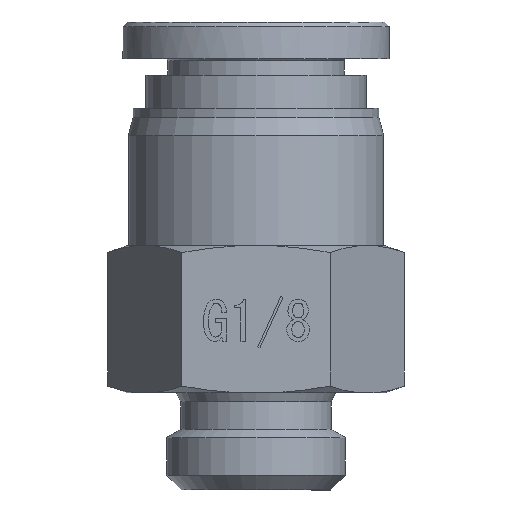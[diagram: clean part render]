
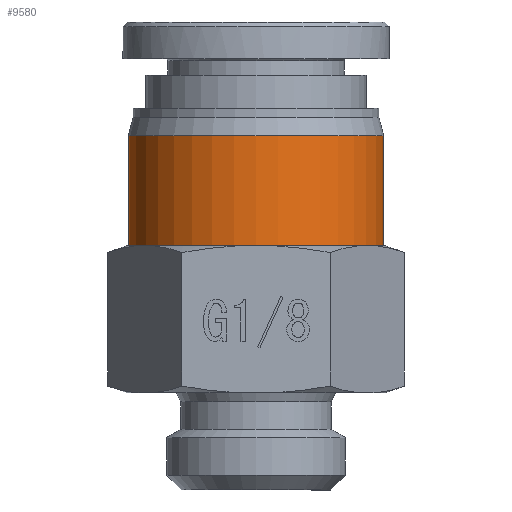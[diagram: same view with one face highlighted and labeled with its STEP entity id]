
A CAD part, front view. The second image highlights one B-rep face of the part: STEP entity #9580.
In plain terms, the highlighted cylindrical face has radius 6.95 mm (diameter 13.9 mm), a full revolution.
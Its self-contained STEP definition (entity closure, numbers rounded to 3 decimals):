
#9549=CARTESIAN_POINT('',(-6.95,13.3,0.0));
#9550=VERTEX_POINT('',#9549);
#9551=CARTESIAN_POINT('',(0.,13.3,0.0));
#9552=DIRECTION('',(0.0,1.0,0.0));
#9553=DIRECTION('',(-1.0,0.0,0.0));
#9554=AXIS2_PLACEMENT_3D('',#9551,#9552,#9553);
#9555=CIRCLE('',#9554,6.95);
#9556=EDGE_CURVE('',#9550,#9550,#9555,.T.);
#9561=CARTESIAN_POINT('',(0.,16.3,0.0));
#9562=DIRECTION('',(0.,1.0,0.0));
#9563=DIRECTION('',(-1.0,0.0,0.0));
#9564=AXIS2_PLACEMENT_3D('',#9561,#9562,#9563);
#9565=CYLINDRICAL_SURFACE('',#9564,6.95);
#9566=CARTESIAN_POINT('',(-6.95,19.3,0.0));
#9567=VERTEX_POINT('',#9566);
#9568=CARTESIAN_POINT('',(0.,19.3,0.0));
#9569=DIRECTION('',(0.0,1.0,0.0));
#9570=DIRECTION('',(-1.0,0.0,0.0));
#9571=AXIS2_PLACEMENT_3D('',#9568,#9569,#9570);
#9572=CIRCLE('',#9571,6.95);
#9573=EDGE_CURVE('',#9567,#9567,#9572,.T.);
#9574=ORIENTED_EDGE('',*,*,#9573,.F.);
#9575=EDGE_LOOP('',(#9574));
#9576=FACE_OUTER_BOUND('',#9575,.T.);
#9577=ORIENTED_EDGE('',*,*,#9556,.T.);
#9578=EDGE_LOOP('',(#9577));
#9579=FACE_BOUND('',#9578,.T.);
#9580=ADVANCED_FACE('',(#9576,#9579),#9565,.T.);
